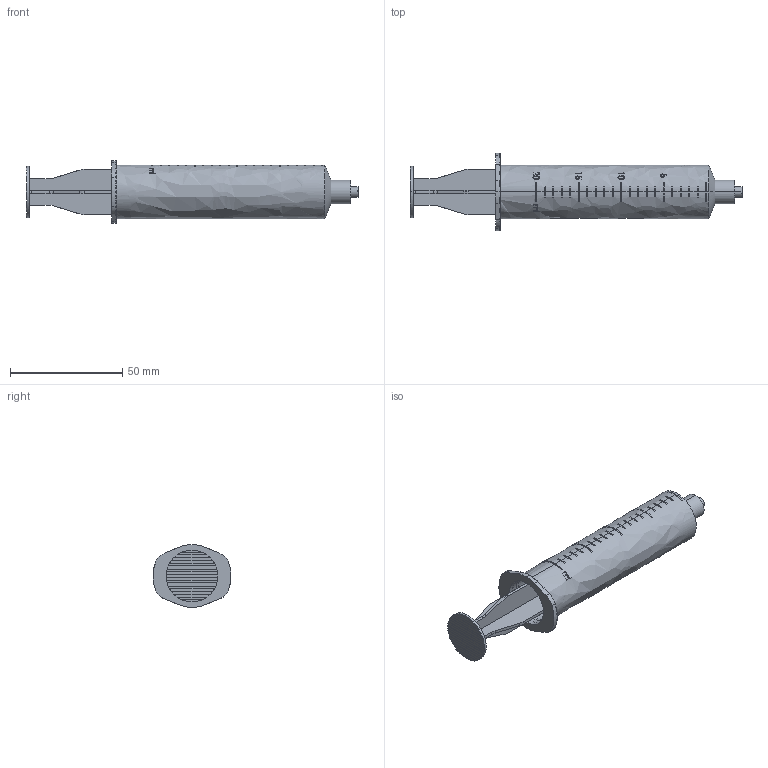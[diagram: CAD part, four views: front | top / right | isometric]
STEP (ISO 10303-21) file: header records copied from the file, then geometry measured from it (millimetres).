
FILE_DESCRIPTION(('FreeCAD Model'),'2;1');
FILE_NAME('Open CASCADE Shape Model','2025-04-29T17:44:42',('FreeCAD'),( 'FreeCAD'),'Open CASCADE STEP processor 7.6','FreeCAD','Unknown');
FILE_SCHEMA(('AUTOMOTIVE_DESIGN { 1 0 10303 214 1 1 1 1 }'));
Length unit declared in the file: millimetre
Products named in the file (1): Open CASCADE STEP translator 7.6 1
Bounding box: 147.74 x 34.68 x 27.95 mm (x, y, z)
Volume: 17594.7 mm3; surface area: 27881.2 mm2
Topology: 3 solids, 3 shells, 613 faces, 1716 edges, 1103 vertices
Faces by surface type: bspline 613
Entity records: 31920 total; most frequent: CARTESIAN_POINT 21976, ORIENTED_EDGE 3420, EDGE_CURVE 1710, B_SPLINE_CURVE_WITH_KNOTS 1302, VERTEX_POINT 1103, FACE_BOUND 667, EDGE_LOOP 667, ADVANCED_FACE 613
